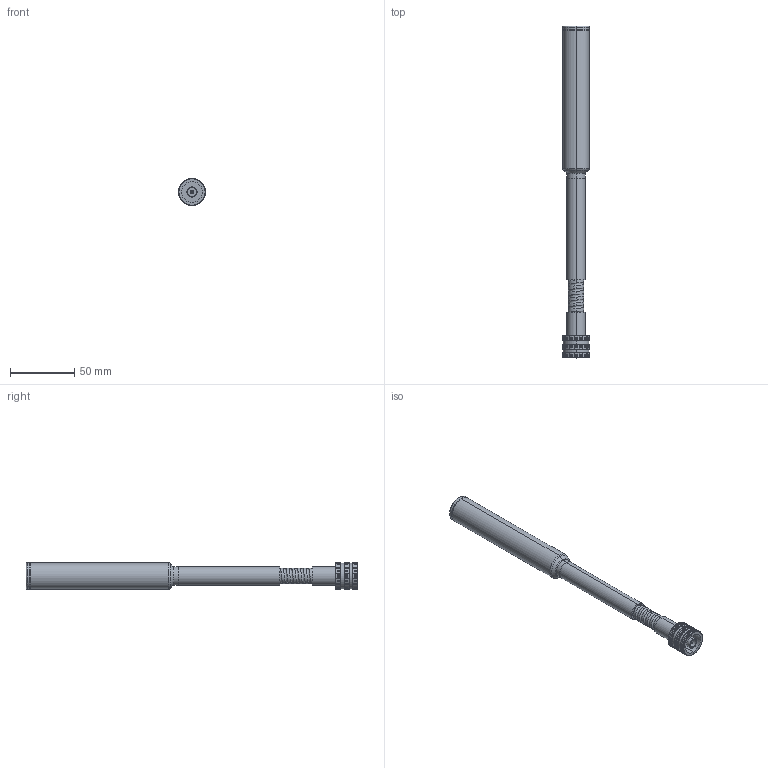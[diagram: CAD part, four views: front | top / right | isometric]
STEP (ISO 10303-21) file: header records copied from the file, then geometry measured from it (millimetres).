
FILE_DESCRIPTION (( 'STEP AP214' ), '1' );
FILE_NAME ('FMANOM1173_3D.step', '2025-02-13T21:55:20', ( '' ), ( '' ), 'SwSTEP 2.0', 'SolidWorks 2022', '' );
FILE_SCHEMA (( 'AUTOMOTIVE_DESIGN' ));
Length unit declared in the file: inch
Products named in the file (1): FMANOM1173_3D
Bounding box: 20.99 x 258.83 x 20.99 mm (x, y, z)
Volume: 60956.1 mm3; surface area: 16536.9 mm2
Topology: 1 solids, 1 shells, 817 faces, 1789 edges, 988 vertices
Faces by surface type: plane 316, cone 306, cylinder 186, torus 8, bspline 1
Entity records: 23837 total; most frequent: CARTESIAN_POINT 6937, ORIENTED_EDGE 3578, DIRECTION 3465, EDGE_CURVE 1789, AXIS2_PLACEMENT_3D 1487, VERTEX_POINT 988, EDGE_LOOP 831, ADVANCED_FACE 817
